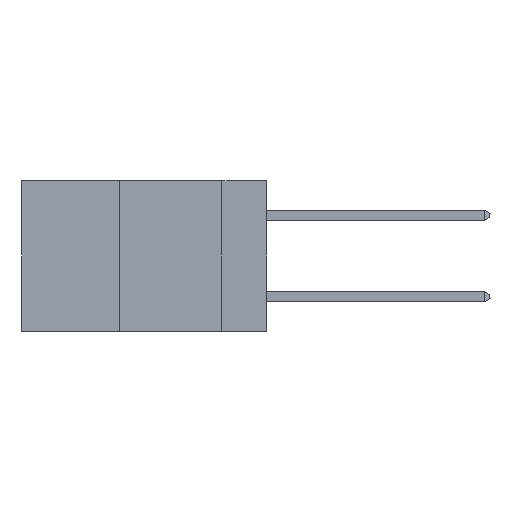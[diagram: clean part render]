
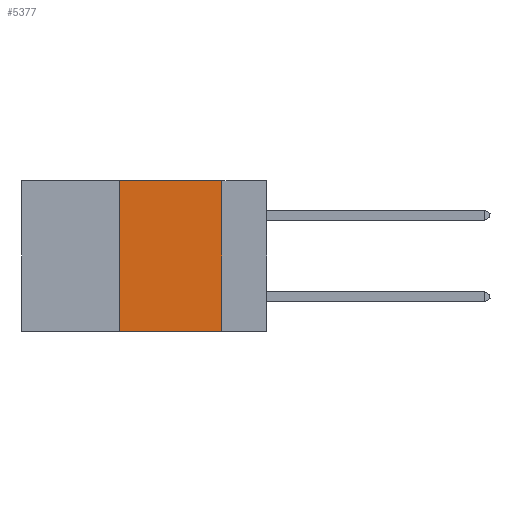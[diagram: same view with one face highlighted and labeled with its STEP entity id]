
A CAD part, left-side view. The second image highlights one B-rep face of the part: STEP entity #5377.
In plain terms, the highlighted planar face has unit normal (-1, 0, 0).
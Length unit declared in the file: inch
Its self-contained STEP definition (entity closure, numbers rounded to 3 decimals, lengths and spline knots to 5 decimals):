
#688 = VECTOR ( 'NONE', #11548, 39.37008 ) ;
#2464 = DIRECTION ( 'NONE',  ( 1., 0., 0. ) ) ;
#2791 = EDGE_LOOP ( 'NONE', ( #13448, #7951, #13078, #30030 ) ) ;
#5377 = ADVANCED_FACE ( 'NONE', ( #35387 ), #8205, .F. ) ;
#6605 = VERTEX_POINT ( 'NONE', #15929 ) ;
#7500 = EDGE_CURVE ( 'NONE', #6605, #30361, #15963, .T. ) ;
#7951 = ORIENTED_EDGE ( 'NONE', *, *, #9368, .F. ) ;
#8205 = PLANE ( 'NONE',  #11072 ) ;
#8937 = VECTOR ( 'NONE', #13380, 39.37008 ) ;
#9031 = CARTESIAN_POINT ( 'NONE',  ( 0., 0.36, -0.37 ) ) ;
#9368 = EDGE_CURVE ( 'NONE', #17185, #6605, #27239, .T. ) ;
#10320 = CARTESIAN_POINT ( 'NONE',  ( 0., 0.6, -0.37 ) ) ;
#11072 = AXIS2_PLACEMENT_3D ( 'NONE', #36003, #2464, #22079 ) ;
#11548 = DIRECTION ( 'NONE',  ( 0., 0., 1. ) ) ;
#12395 = VECTOR ( 'NONE', #14826, 39.37008 ) ;
#12905 = CARTESIAN_POINT ( 'NONE',  ( 0., 0.11, -0.37 ) ) ;
#13078 = ORIENTED_EDGE ( 'NONE', *, *, #35300, .F. ) ;
#13380 = DIRECTION ( 'NONE',  ( 0., -1., 0. ) ) ;
#13448 = ORIENTED_EDGE ( 'NONE', *, *, #7500, .F. ) ;
#14826 = DIRECTION ( 'NONE',  ( 0., -1., 0. ) ) ;
#15929 = CARTESIAN_POINT ( 'NONE',  ( 0., 0.11, 0. ) ) ;
#15963 = LINE ( 'NONE', #18077, #22967 ) ;
#16929 = LINE ( 'NONE', #19871, #688 ) ;
#17185 = VERTEX_POINT ( 'NONE', #28482 ) ;
#18077 = CARTESIAN_POINT ( 'NONE',  ( 0., 0.11, 0. ) ) ;
#19871 = CARTESIAN_POINT ( 'NONE',  ( 0., 0.36, 0. ) ) ;
#20237 = CARTESIAN_POINT ( 'NONE',  ( 0., 0.6, 0. ) ) ;
#22079 = DIRECTION ( 'NONE',  ( 0., 0., -1. ) ) ;
#22967 = VECTOR ( 'NONE', #34956, 39.37008 ) ;
#26690 = EDGE_CURVE ( 'NONE', #31319, #30361, #34345, .T. ) ;
#27239 = LINE ( 'NONE', #20237, #12395 ) ;
#28482 = CARTESIAN_POINT ( 'NONE',  ( 0., 0.36, 0. ) ) ;
#30030 = ORIENTED_EDGE ( 'NONE', *, *, #26690, .T. ) ;
#30361 = VERTEX_POINT ( 'NONE', #12905 ) ;
#31319 = VERTEX_POINT ( 'NONE', #9031 ) ;
#34345 = LINE ( 'NONE', #10320, #8937 ) ;
#34956 = DIRECTION ( 'NONE',  ( 0., 0., -1. ) ) ;
#35300 = EDGE_CURVE ( 'NONE', #31319, #17185, #16929, .T. ) ;
#35387 = FACE_OUTER_BOUND ( 'NONE', #2791, .T. ) ;
#36003 = CARTESIAN_POINT ( 'NONE',  ( 0., 0.6, 0. ) ) ;
